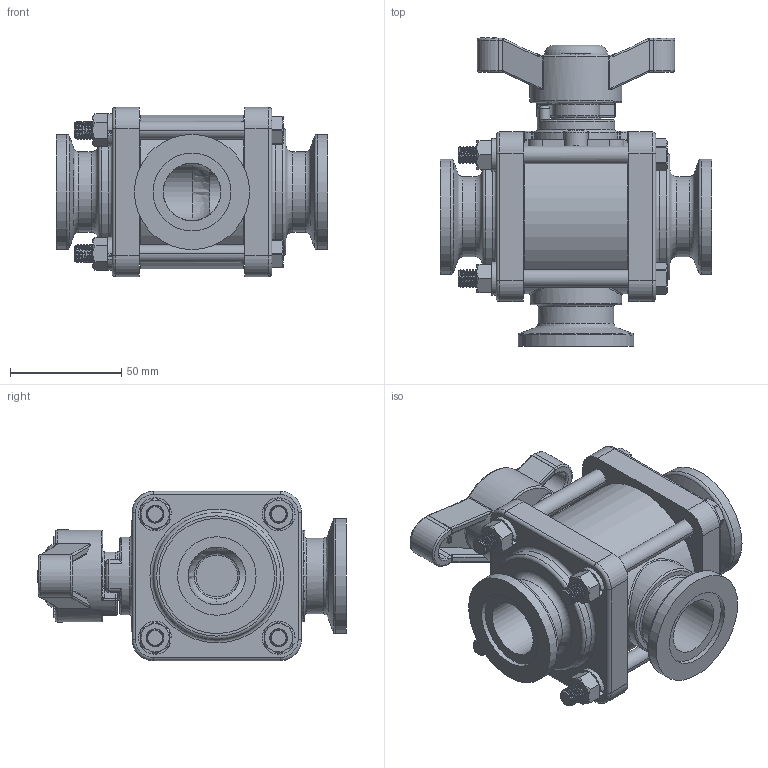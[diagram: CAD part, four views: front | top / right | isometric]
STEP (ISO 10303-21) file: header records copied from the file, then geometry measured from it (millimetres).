
FILE_DESCRIPTION(/* description */ ('1" MANIFOLD VALVE-BOTTOM LOAD '),/* implementation_level */ '2;1');
FILE_NAME(/* name */ 'MV100BL.stp',/* time_stamp */ '2020-06-24T15:10:20-04:00',/* author */ ('ALR'),/* organization */ (''),/* preprocessor_version */ 'ST-DEVELOPER v17.2',/* originating_system */ 'Autodesk Inventor 2019',/* authorisation */ '');
FILE_SCHEMA (('AUTOMOTIVE_DESIGN { 1 0 10303 214 3 1 1 }'));
Length unit declared in the file: inch
Products named in the file (21): MV100BL; MV10354B; MV10354BX; VE10278A; V10278X; SW10; V07020; V10060; V10117; V10118; V10119; V10151; V10159; V10163; V10353TB; V10355B; V10355BM; VX10355B; V20353C; VE10258A; VE10264
Assembly tree (32 placements, depth 4):
  MV100BL
    MV10354B
      MV10354BX
    VE10278A  x2
      V10278X
    SW10
    V07020
    V10060
    V10117  x4
    V10118  x4
    V10119  x4
    V10151
    V10159
    V10163
    V10353TB
    V10355B
      V10355BM
        VX10355B
    V20353C
    VE10258A  x2
    VE10264  x2
Bounding box: 122.07 x 138.94 x 76.2 mm (x, y, z)
Volume: 393137.9 mm3; surface area: 140486.6 mm2
Topology: 28 solids, 28 shells, 2172 faces, 5261 edges, 3230 vertices
Faces by surface type: plane 698, cylinder 684, cone 425, bspline 184, torus 151, sphere 30
Full cylindrical faces by diameter (mm): 3.556 x15, 3.683 x1, 4.702 x13, 4.826 x1, 5.159 x1, 5.334 x1, 8.89 x8, 9.525 x1, 11.112 x1, 14.224 x1, 14.275 x1, 14.351 x1, 14.478 x1, 18.542 x1, 18.72 x1, 18.898 x1, 19.05 x1, 20.32 x1, 21.844 x4, 22.098 x1, 22.225 x2, 25.4 x1, 25.527 x3, 25.908 x8, 34.036 x1, 34.925 x1, 35.052 x1, 35.306 x2, 36.068 x2, 37.973 x2
Entity records: 51837 total; most frequent: CARTESIAN_POINT 17242, ORIENTED_EDGE 7266, DIRECTION 6657, EDGE_CURVE 3633, AXIS2_PLACEMENT_3D 2351, VERTEX_POINT 2306, LINE 1955, VECTOR 1955
